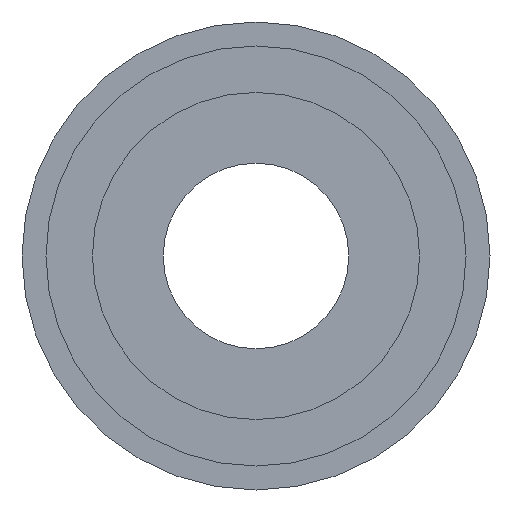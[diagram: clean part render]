
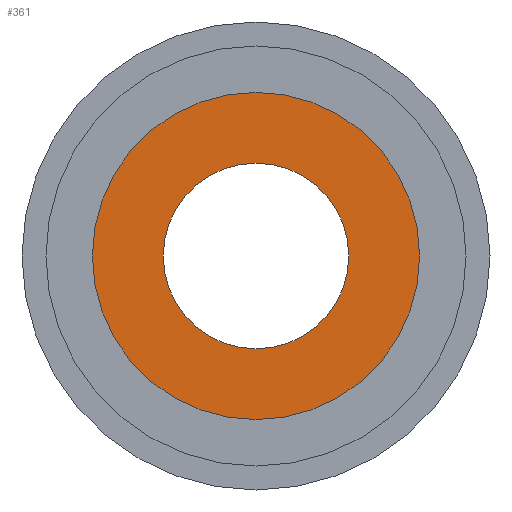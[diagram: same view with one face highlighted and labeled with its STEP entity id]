
A CAD part, front view. The second image highlights one B-rep face of the part: STEP entity #361.
In plain terms, the highlighted planar face has unit normal (0, -1, 0).
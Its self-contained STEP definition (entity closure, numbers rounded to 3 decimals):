
#3 = CIRCLE ( 'NONE', #111, 11.7 ) ;
#5 = DIRECTION ( 'NONE',  ( 0., 1., 0. ) ) ;
#14 = DIRECTION ( 'NONE',  ( 0., 0., 1. ) ) ;
#42 = CARTESIAN_POINT ( 'NONE',  ( 0., 5., 11.7 ) ) ;
#44 = EDGE_CURVE ( 'NONE', #279, #412, #99, .T. ) ;
#51 = DIRECTION ( 'NONE',  ( 0., 1., 0. ) ) ;
#62 = CARTESIAN_POINT ( 'NONE',  ( 0., 5., 0. ) ) ;
#66 = CARTESIAN_POINT ( 'NONE',  ( 0., 5., -11.7 ) ) ;
#74 = CARTESIAN_POINT ( 'NONE',  ( 0., 5., -6.295 ) ) ;
#76 = FACE_BOUND ( 'NONE', #288, .T. ) ;
#83 = AXIS2_PLACEMENT_3D ( 'NONE', #494, #156, #445 ) ;
#99 = CIRCLE ( 'NONE', #287, 11.7 ) ;
#101 = CARTESIAN_POINT ( 'NONE',  ( 11.7, 5., 0. ) ) ;
#111 = AXIS2_PLACEMENT_3D ( 'NONE', #62, #343, #14 ) ;
#146 = VERTEX_POINT ( 'NONE', #326 ) ;
#156 = DIRECTION ( 'NONE',  ( 0., 1., 0. ) ) ;
#178 = VERTEX_POINT ( 'NONE', #74 ) ;
#180 = DIRECTION ( 'NONE',  ( 0., 1., 0. ) ) ;
#228 = EDGE_CURVE ( 'NONE', #178, #146, #254, .T. ) ;
#232 = DIRECTION ( 'NONE',  ( 0., 0., 1. ) ) ;
#254 = CIRCLE ( 'NONE', #83, 6.295 ) ;
#279 = VERTEX_POINT ( 'NONE', #66 ) ;
#286 = CARTESIAN_POINT ( 'NONE',  ( 0., 5., 0. ) ) ;
#287 = AXIS2_PLACEMENT_3D ( 'NONE', #286, #5, #327 ) ;
#288 = EDGE_LOOP ( 'NONE', ( #342, #347 ) ) ;
#289 = CIRCLE ( 'NONE', #527, 6.295 ) ;
#300 = EDGE_CURVE ( 'NONE', #412, #279, #3, .T. ) ;
#304 = FACE_OUTER_BOUND ( 'NONE', #451, .T. ) ;
#326 = CARTESIAN_POINT ( 'NONE',  ( 0., 5., 6.295 ) ) ;
#327 = DIRECTION ( 'NONE',  ( 0., 0., 1. ) ) ;
#342 = ORIENTED_EDGE ( 'NONE', *, *, #371, .T. ) ;
#343 = DIRECTION ( 'NONE',  ( 0., 1., 0. ) ) ;
#347 = ORIENTED_EDGE ( 'NONE', *, *, #228, .T. ) ;
#361 = ADVANCED_FACE ( 'NONE', ( #304, #76 ), #623, .F. ) ;
#371 = EDGE_CURVE ( 'NONE', #146, #178, #289, .T. ) ;
#412 = VERTEX_POINT ( 'NONE', #42 ) ;
#445 = DIRECTION ( 'NONE',  ( 0., 0., 1. ) ) ;
#451 = EDGE_LOOP ( 'NONE', ( #466, #525 ) ) ;
#459 = AXIS2_PLACEMENT_3D ( 'NONE', #101, #51, #232 ) ;
#466 = ORIENTED_EDGE ( 'NONE', *, *, #300, .F. ) ;
#494 = CARTESIAN_POINT ( 'NONE',  ( 0., 5., 0. ) ) ;
#519 = DIRECTION ( 'NONE',  ( 0., 0., 1. ) ) ;
#525 = ORIENTED_EDGE ( 'NONE', *, *, #44, .F. ) ;
#527 = AXIS2_PLACEMENT_3D ( 'NONE', #567, #180, #519 ) ;
#567 = CARTESIAN_POINT ( 'NONE',  ( 0., 5., 0. ) ) ;
#623 = PLANE ( 'NONE',  #459 ) ;
